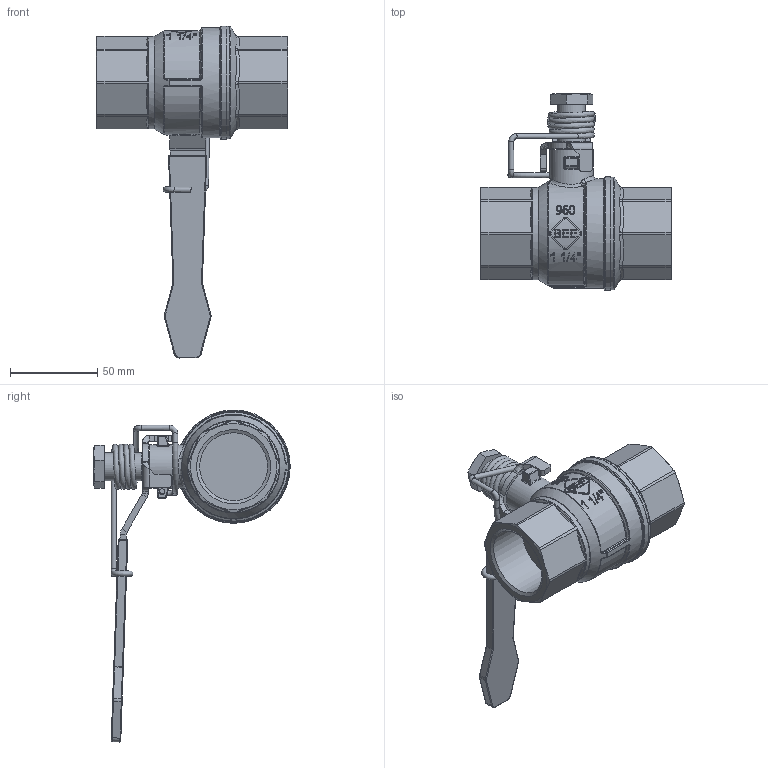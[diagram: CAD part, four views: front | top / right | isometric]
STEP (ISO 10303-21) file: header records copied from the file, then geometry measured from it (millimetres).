
FILE_DESCRIPTION(/* description */ (''),/* implementation_level */ '2;1');
FILE_NAME(/* name */ '960_960F_32.stp',/* time_stamp */ '2021-09-22T16:43:16+02:00',/* author */ ('sga-ext'),/* organization */ (''),/* preprocessor_version */ 'ST-DEVELOPER v18.1',/* originating_system */ 'Autodesk Inventor 2021',/* authorisation */ '');
FILE_SCHEMA (('AUTOMOTIVE_DESIGN { 1 0 10303 214 3 1 1 }'));
Length unit declared in the file: millimetre
Products named in the file (1): ENG-070211
Bounding box: 110 x 112.7 x 190.4 mm (x, y, z)
Volume: 240997.3 mm3; surface area: 49360.9 mm2
Topology: 1 solids, 1 shells, 681 faces, 1764 edges, 1116 vertices
Faces by surface type: plane 252, bspline 204, cylinder 131, torus 45, cone 33, sphere 16
Full cylindrical faces by diameter (mm): 3 x6, 14 x1, 16 x1, 25 x1, 38.952 x2, 53 x1, 63 x1, 64.5 x1, 65 x1
Entity records: 28572 total; most frequent: CARTESIAN_POINT 12492, ORIENTED_EDGE 3500, DIRECTION 2688, EDGE_CURVE 1750, VERTEX_POINT 1116, AXIS2_PLACEMENT_3D 976, LINE 736, VECTOR 736
